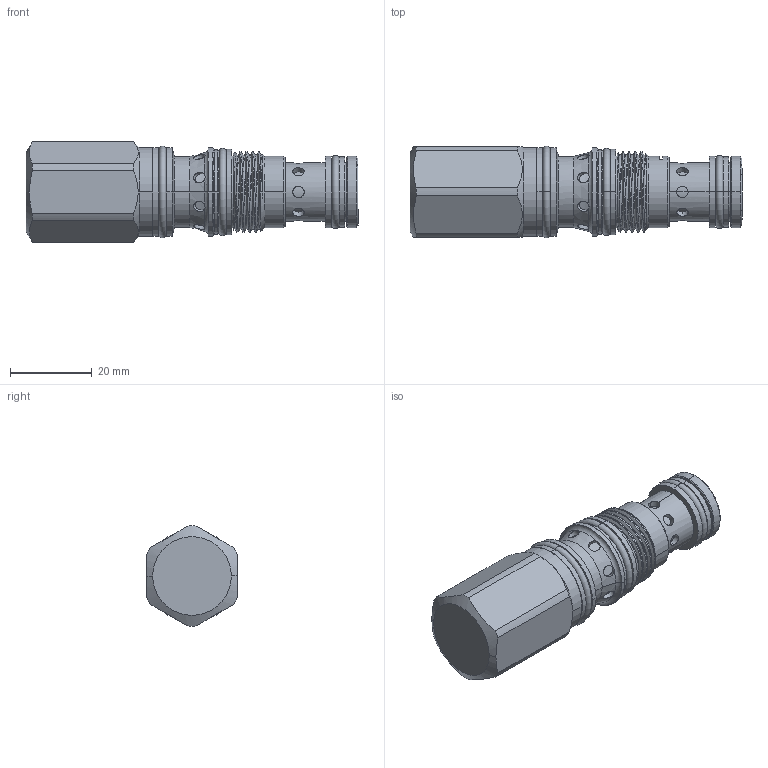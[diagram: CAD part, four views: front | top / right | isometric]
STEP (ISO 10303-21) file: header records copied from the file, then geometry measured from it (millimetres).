
FILE_DESCRIPTION (( 'STEP AP203' ), '1' );
FILE_NAME ('PD11A30-N.STEP', '2024-06-04T01:28:40', ( '' ), ( '' ), 'SwSTEP 2.0', 'SolidWorks 2018', '' );
FILE_SCHEMA (( 'CONFIG_CONTROL_DESIGN' ));
Length unit declared in the file: millimetre
Products named in the file (1): PD11A30-N
Bounding box: 81.42 x 22.56 x 24.59 mm (x, y, z)
Volume: 25591 mm3; surface area: 7639.3 mm2
Topology: 1 solids, 1 shells, 232 faces, 559 edges, 354 vertices
Faces by surface type: cylinder 127, cone 39, plane 34, torus 29, bspline 3
Entity records: 9603 total; most frequent: CARTESIAN_POINT 4244, ORIENTED_EDGE 1118, DIRECTION 1097, EDGE_CURVE 559, AXIS2_PLACEMENT_3D 470, VERTEX_POINT 354, EDGE_LOOP 261, CIRCLE 240
